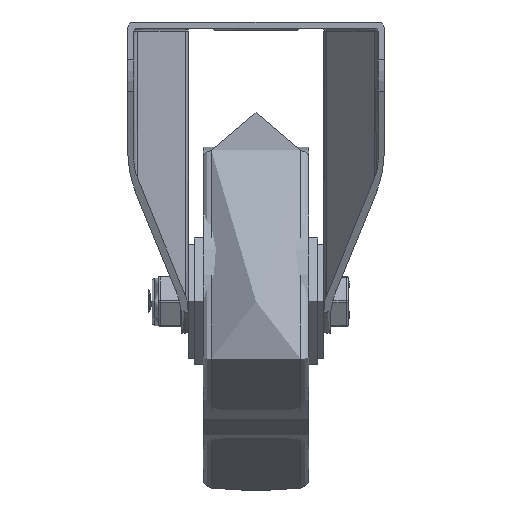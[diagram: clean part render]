
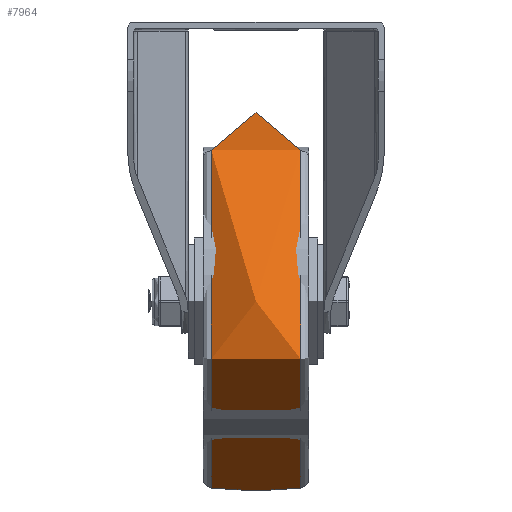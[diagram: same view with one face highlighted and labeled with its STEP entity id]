
A CAD part, left-side view. The second image highlights one B-rep face of the part: STEP entity #7964.
In plain terms, the highlighted free-form (B-spline) face has degree [2, 2] with [3, 9] control points.
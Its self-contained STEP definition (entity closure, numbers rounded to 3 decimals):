
#35=(
BOUNDED_SURFACE()
B_SPLINE_SURFACE(2,2,((#13575,#13576,#13577,#13578,#13579,#13580,#13581,
#13582,#13583),(#13584,#13585,#13586,#13587,#13588,#13589,#13590,#13591,
#13592),(#13593,#13594,#13595,#13596,#13597,#13598,#13599,#13600,#13601)),
 .UNSPECIFIED.,.F.,.T.,.F.)
B_SPLINE_SURFACE_WITH_KNOTS((3,3),(3,2,2,2,3),(-0.096,0.096),
(-3.142,-1.571,0.,1.571,3.142),
 .UNSPECIFIED.)
GEOMETRIC_REPRESENTATION_ITEM()
RATIONAL_B_SPLINE_SURFACE(((1.,0.707,1.,0.707,1.,
0.707,1.,0.707,1.),(0.995,0.704,
0.995,0.704,0.995,0.704,
0.995,0.704,0.995),(1.,0.707,
1.,0.707,1.,0.707,1.,0.707,1.)))
REPRESENTATION_ITEM('')
SURFACE()
);
#895=FACE_OUTER_BOUND('',#1386,.T.);
#1386=EDGE_LOOP('',(#6101,#6102,#6103,#6104));
#3110=CIRCLE('',#8718,61.787);
#3111=CIRCLE('',#8719,153.625);
#3112=CIRCLE('',#8720,61.787);
#3596=VERTEX_POINT('',#13572);
#3597=VERTEX_POINT('',#13602);
#4493=EDGE_CURVE('',#3596,#3596,#3110,.T.);
#4494=EDGE_CURVE('',#3596,#3597,#3111,.T.);
#4495=EDGE_CURVE('',#3597,#3597,#3112,.T.);
#6101=ORIENTED_EDGE('',*,*,#4493,.F.);
#6102=ORIENTED_EDGE('',*,*,#4494,.T.);
#6103=ORIENTED_EDGE('',*,*,#4495,.T.);
#6104=ORIENTED_EDGE('',*,*,#4494,.F.);
#7964=ADVANCED_FACE('',(#895),#35,.F.);
#8718=AXIS2_PLACEMENT_3D('',#13574,#10099,#10100);
#8719=AXIS2_PLACEMENT_3D('',#13603,#10101,#10102);
#8720=AXIS2_PLACEMENT_3D('',#13604,#10103,#10104);
#10099=DIRECTION('center_axis',(0.,1.,0.));
#10100=DIRECTION('ref_axis',(0.,0.,
1.));
#10101=DIRECTION('center_axis',(-1.,0.,0.));
#10102=DIRECTION('ref_axis',(0.,0.,
-1.));
#10103=DIRECTION('center_axis',(0.,1.,0.));
#10104=DIRECTION('ref_axis',(0.,0.,
1.));
#13572=CARTESIAN_POINT('',(0.,14.789,-61.787));
#13574=CARTESIAN_POINT('Origin',(0.,14.789,
0.));
#13575=CARTESIAN_POINT('Ctrl Pts',(0.,-14.789,
-61.787));
#13576=CARTESIAN_POINT('Ctrl Pts',(-61.787,-14.789,
-61.787));
#13577=CARTESIAN_POINT('Ctrl Pts',(-61.787,-14.789,
0.));
#13578=CARTESIAN_POINT('Ctrl Pts',(-61.787,-14.789,
61.787));
#13579=CARTESIAN_POINT('Ctrl Pts',(0.,-14.789,
61.787));
#13580=CARTESIAN_POINT('Ctrl Pts',(61.787,-14.789,61.787));
#13581=CARTESIAN_POINT('Ctrl Pts',(61.787,-14.789,0.));
#13582=CARTESIAN_POINT('Ctrl Pts',(61.787,-14.789,-61.787));
#13583=CARTESIAN_POINT('Ctrl Pts',(0.,-14.789,
-61.787));
#13584=CARTESIAN_POINT('Ctrl Pts',(0.,0.,
-63.217));
#13585=CARTESIAN_POINT('Ctrl Pts',(-63.217,0.,
-63.217));
#13586=CARTESIAN_POINT('Ctrl Pts',(-63.217,0.,
0.));
#13587=CARTESIAN_POINT('Ctrl Pts',(-63.217,0.,
63.217));
#13588=CARTESIAN_POINT('Ctrl Pts',(0.,0.,
63.217));
#13589=CARTESIAN_POINT('Ctrl Pts',(63.217,0.,
63.217));
#13590=CARTESIAN_POINT('Ctrl Pts',(63.217,0.,
0.));
#13591=CARTESIAN_POINT('Ctrl Pts',(63.217,0.,
-63.217));
#13592=CARTESIAN_POINT('Ctrl Pts',(0.,0.,
-63.217));
#13593=CARTESIAN_POINT('Ctrl Pts',(0.,14.789,
-61.787));
#13594=CARTESIAN_POINT('Ctrl Pts',(-61.787,14.789,-61.787));
#13595=CARTESIAN_POINT('Ctrl Pts',(-61.787,14.789,0.));
#13596=CARTESIAN_POINT('Ctrl Pts',(-61.787,14.789,61.787));
#13597=CARTESIAN_POINT('Ctrl Pts',(0.,14.789,
61.787));
#13598=CARTESIAN_POINT('Ctrl Pts',(61.787,14.789,61.787));
#13599=CARTESIAN_POINT('Ctrl Pts',(61.787,14.789,0.));
#13600=CARTESIAN_POINT('Ctrl Pts',(61.787,14.789,-61.787));
#13601=CARTESIAN_POINT('Ctrl Pts',(0.,14.789,
-61.787));
#13602=CARTESIAN_POINT('',(0.,-14.789,-61.787));
#13603=CARTESIAN_POINT('Origin',(0.,0.,
91.125));
#13604=CARTESIAN_POINT('Origin',(0.,-14.789,
0.));
